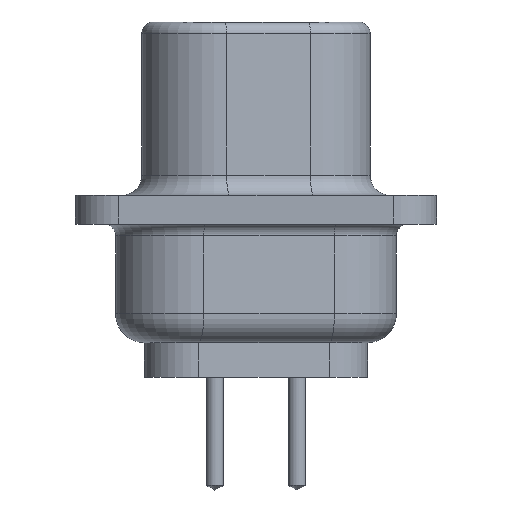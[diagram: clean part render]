
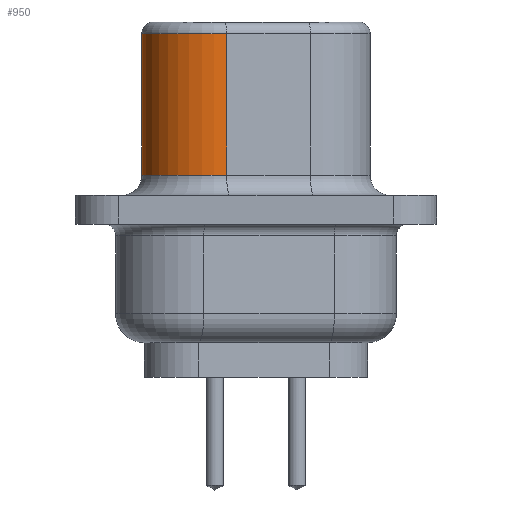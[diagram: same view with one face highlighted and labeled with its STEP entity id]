
A CAD part, left-side view. The second image highlights one B-rep face of the part: STEP entity #950.
In plain terms, the highlighted cylindrical face has radius 2.5 mm (diameter 5 mm), a partial arc.
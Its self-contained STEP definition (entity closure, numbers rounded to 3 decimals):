
#65 = VECTOR ( 'NONE', #1133, 1000. ) ;
#68 = LINE ( 'NONE', #1132, #65 ) ;
#412 = CIRCLE ( 'NONE', #5477, 2.5 ) ;
#950 = ADVANCED_FACE ( 'NONE', ( #6684 ), #6676, .T. ) ;
#1132 = CARTESIAN_POINT ( 'NONE',  ( -8.127, 1.016, 24.641 ) ) ;
#1133 = DIRECTION ( 'NONE',  ( 0., 0., -1. ) ) ;
#1217 = DIRECTION ( 'NONE',  ( 0., 0., 1. ) ) ;
#1218 = DIRECTION ( 'NONE',  ( 1., 0., 0. ) ) ;
#1219 = CARTESIAN_POINT ( 'NONE',  ( -5.665, 1.45, 1.2 ) ) ;
#1674 = VERTEX_POINT ( 'NONE', #5846 ) ;
#1676 = VERTEX_POINT ( 'NONE', #5832 ) ;
#1716 = VERTEX_POINT ( 'NONE', #6779 ) ;
#1743 = VERTEX_POINT ( 'NONE', #7597 ) ;
#2333 = EDGE_LOOP ( 'NONE', ( #7209, #7217, #7205, #7204 ) ) ;
#2622 = DIRECTION ( 'NONE',  ( -1., 0., 0. ) ) ;
#2629 = CARTESIAN_POINT ( 'NONE',  ( -5.665, 1.45, 24.641 ) ) ;
#2636 = DIRECTION ( 'NONE',  ( 0., 0., -1. ) ) ;
#3978 = EDGE_CURVE ( 'NONE', #1674, #1743, #6075, .T. ) ;
#3988 = EDGE_CURVE ( 'NONE', #1743, #1716, #6096, .T. ) ;
#4208 = EDGE_CURVE ( 'NONE', #1674, #1676, #68, .T. ) ;
#4244 = EDGE_CURVE ( 'NONE', #1716, #1676, #412, .T. ) ;
#4607 = AXIS2_PLACEMENT_3D ( 'NONE', #2629, #2636, #2622 ) ;
#5208 = DIRECTION ( 'NONE',  ( 1., 0., 0. ) ) ;
#5226 = CARTESIAN_POINT ( 'NONE',  ( -5.665, 1.45, 6.1 ) ) ;
#5255 = DIRECTION ( 'NONE',  ( 0., 0., -1. ) ) ;
#5320 = AXIS2_PLACEMENT_3D ( 'NONE', #5226, #5255, #5208 ) ;
#5477 = AXIS2_PLACEMENT_3D ( 'NONE', #1219, #1217, #1218 ) ;
#5502 = DIRECTION ( 'NONE',  ( 0., 0., -1. ) ) ;
#5506 = CARTESIAN_POINT ( 'NONE',  ( -5.665, 3.95, 24.641 ) ) ;
#5832 = CARTESIAN_POINT ( 'NONE',  ( -8.127, 1.016, 1.2 ) ) ;
#5846 = CARTESIAN_POINT ( 'NONE',  ( -8.127, 1.016, 6.1 ) ) ;
#6075 = CIRCLE ( 'NONE', #5320, 2.5 ) ;
#6096 = LINE ( 'NONE', #5506, #6101 ) ;
#6101 = VECTOR ( 'NONE', #5502, 1000. ) ;
#6676 = CYLINDRICAL_SURFACE ( 'NONE', #4607, 2.5 ) ;
#6684 = FACE_OUTER_BOUND ( 'NONE', #2333, .T. ) ;
#6779 = CARTESIAN_POINT ( 'NONE',  ( -5.665, 3.95, 1.2 ) ) ;
#7204 = ORIENTED_EDGE ( 'NONE', *, *, #4244, .T. ) ;
#7205 = ORIENTED_EDGE ( 'NONE', *, *, #3988, .T. ) ;
#7209 = ORIENTED_EDGE ( 'NONE', *, *, #4208, .F. ) ;
#7217 = ORIENTED_EDGE ( 'NONE', *, *, #3978, .T. ) ;
#7597 = CARTESIAN_POINT ( 'NONE',  ( -5.665, 3.95, 6.1 ) ) ;
